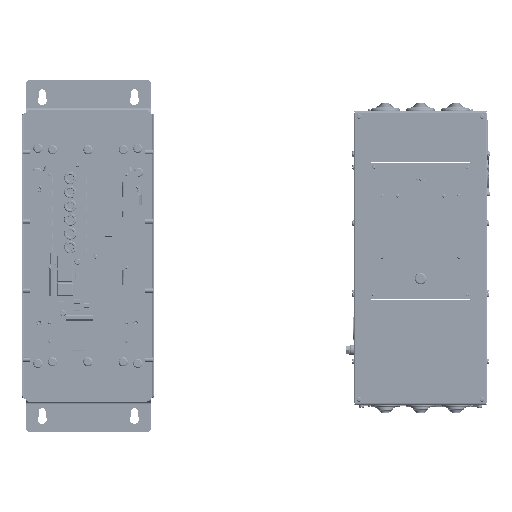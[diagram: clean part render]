
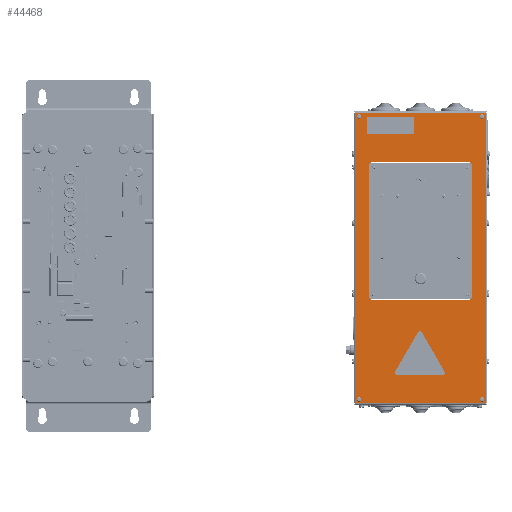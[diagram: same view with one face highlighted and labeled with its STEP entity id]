
A CAD part, top view. The second image highlights one B-rep face of the part: STEP entity #44468.
In plain terms, the highlighted planar face has unit normal (0, -0.003, 1).
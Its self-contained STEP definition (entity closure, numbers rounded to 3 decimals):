
#44468=ADVANCED_FACE('',(#70760,#70762,#70764,#70766,#70768,#70770),#70772,.T.);
#70760=FACE_BOUND('',#70761,.T.);
#70761=EDGE_LOOP('',(#121834,#121835,#121836,#121837));
#70762=FACE_BOUND('',#70763,.T.);
#70763=EDGE_LOOP('',(#121838,#121839,#121840,#121841,#121842,#121843,#121844,#121845));
#70764=FACE_BOUND('',#70765,.T.);
#70765=EDGE_LOOP('',(#121846));
#70766=FACE_BOUND('',#70767,.T.);
#70767=EDGE_LOOP('',(#121847));
#70768=FACE_BOUND('',#70769,.T.);
#70769=EDGE_LOOP('',(#121848));
#70770=FACE_BOUND('',#70771,.T.);
#70771=EDGE_LOOP('',(#121849));
#70772=PLANE('',#70773);
#70773=AXIS2_PLACEMENT_3D('',#70774,#70775,#70776);
#70774=CARTESIAN_POINT('',(141.503,240.275,278.235));
#70775=DIRECTION('',(0.,-0.003,1.));
#70776=DIRECTION('',(1.,0.,0.));
#121834=ORIENTED_EDGE('',*,*,#148220,.T.);
#121835=ORIENTED_EDGE('',*,*,#148221,.T.);
#121836=ORIENTED_EDGE('',*,*,#148222,.T.);
#121837=ORIENTED_EDGE('',*,*,#148223,.T.);
#121838=ORIENTED_EDGE('',*,*,#148164,.T.);
#121839=ORIENTED_EDGE('',*,*,#148179,.T.);
#121840=ORIENTED_EDGE('',*,*,#148177,.T.);
#121841=ORIENTED_EDGE('',*,*,#148175,.T.);
#121842=ORIENTED_EDGE('',*,*,#148173,.T.);
#121843=ORIENTED_EDGE('',*,*,#148171,.T.);
#121844=ORIENTED_EDGE('',*,*,#148169,.T.);
#121845=ORIENTED_EDGE('',*,*,#148167,.T.);
#121846=ORIENTED_EDGE('',*,*,#148163,.T.);
#121847=ORIENTED_EDGE('',*,*,#148162,.T.);
#121848=ORIENTED_EDGE('',*,*,#148161,.T.);
#121849=ORIENTED_EDGE('',*,*,#148160,.T.);
#148160=EDGE_CURVE('',#181751,#181751,#181752,.F.);
#148161=EDGE_CURVE('',#181753,#181753,#181754,.F.);
#148162=EDGE_CURVE('',#181755,#181755,#181756,.F.);
#148163=EDGE_CURVE('',#181757,#181757,#181758,.F.);
#148164=EDGE_CURVE('',#181759,#181760,#181761,.F.);
#148167=EDGE_CURVE('',#181764,#181759,#181765,.F.);
#148169=EDGE_CURVE('',#181767,#181764,#181768,.F.);
#148171=EDGE_CURVE('',#181770,#181767,#181771,.F.);
#148173=EDGE_CURVE('',#181773,#181770,#181774,.F.);
#148175=EDGE_CURVE('',#181776,#181773,#181777,.F.);
#148177=EDGE_CURVE('',#181779,#181776,#181780,.F.);
#148179=EDGE_CURVE('',#181760,#181779,#181782,.F.);
#148220=EDGE_CURVE('',#181792,#181798,#181851,.T.);
#148221=EDGE_CURVE('',#181798,#181828,#181852,.T.);
#148222=EDGE_CURVE('',#181828,#181814,#181853,.T.);
#148223=EDGE_CURVE('',#181814,#181792,#181854,.T.);
#181751=VERTEX_POINT('',#232286);
#181752=CIRCLE('',#232287,2.5);
#181753=VERTEX_POINT('',#232291);
#181754=CIRCLE('',#232292,2.5);
#181755=VERTEX_POINT('',#232296);
#181756=CIRCLE('',#232297,2.5);
#181757=VERTEX_POINT('',#232301);
#181758=CIRCLE('',#232302,2.5);
#181759=VERTEX_POINT('',#232306);
#181760=VERTEX_POINT('',#232307);
#181761=CIRCLE('',#232308,5.);
#181764=VERTEX_POINT('',#232318);
#181765=LINE('',#232319,#232320);
#181767=VERTEX_POINT('',#232325);
#181768=CIRCLE('',#232326,5.);
#181770=VERTEX_POINT('',#232333);
#181771=LINE('',#232334,#232335);
#181773=VERTEX_POINT('',#232340);
#181774=CIRCLE('',#232341,5.);
#181776=VERTEX_POINT('',#232348);
#181777=LINE('',#232349,#232350);
#181779=VERTEX_POINT('',#232355);
#181780=CIRCLE('',#232356,5.);
#181782=LINE('',#232363,#232364);
#181792=VERTEX_POINT('',#232385);
#181798=VERTEX_POINT('',#232398);
#181814=VERTEX_POINT('',#232436);
#181828=VERTEX_POINT('',#232467);
#181851=LINE('',#232522,#232523);
#181852=LINE('',#232525,#232526);
#181853=LINE('',#232528,#232529);
#181854=LINE('',#232531,#232532);
#232286=CARTESIAN_POINT('',(306.003,233.275,278.214));
#232287=AXIS2_PLACEMENT_3D('',#232288,#232289,#232290);
#232288=CARTESIAN_POINT('',(308.503,233.275,278.214));
#232289=DIRECTION('',(0.,-0.003,1.));
#232290=DIRECTION('',(1.,0.,0.));
#232291=CARTESIAN_POINT('',(146.003,233.275,278.214));
#232292=AXIS2_PLACEMENT_3D('',#232293,#232294,#232295);
#232293=CARTESIAN_POINT('',(148.503,233.275,278.214));
#232294=DIRECTION('',(0.,-0.003,1.));
#232295=DIRECTION('',(1.,0.,0.));
#232296=CARTESIAN_POINT('',(311.003,-134.724,277.1));
#232297=AXIS2_PLACEMENT_3D('',#232298,#232299,#232300);
#232298=CARTESIAN_POINT('',(308.503,-134.724,277.1));
#232299=DIRECTION('',(0.,-0.003,1.));
#232300=DIRECTION('',(1.,0.,0.));
#232301=CARTESIAN_POINT('',(151.003,-134.724,277.1));
#232302=AXIS2_PLACEMENT_3D('',#232303,#232304,#232305);
#232303=CARTESIAN_POINT('',(148.503,-134.724,277.1));
#232304=DIRECTION('',(0.,-0.003,1.));
#232305=DIRECTION('',(1.,0.,0.));
#232306=CARTESIAN_POINT('',(296.003,-0.224,277.507));
#232307=CARTESIAN_POINT('',(291.003,-5.224,277.492));
#232308=AXIS2_PLACEMENT_3D('',#232309,#232310,#232311);
#232309=CARTESIAN_POINT('',(291.003,-0.224,277.507));
#232310=DIRECTION('',(0.,-0.003,1.));
#232311=DIRECTION('',(0.,-1.,-0.003));
#232318=CARTESIAN_POINT('',(296.003,168.775,278.019));
#232319=CARTESIAN_POINT('',(296.003,-0.224,277.507));
#232320=VECTOR('',#232321,1.);
#232321=DIRECTION('',(0.,1.,0.003));
#232325=CARTESIAN_POINT('',(291.003,173.775,278.034));
#232326=AXIS2_PLACEMENT_3D('',#232327,#232328,#232329);
#232327=CARTESIAN_POINT('',(291.003,168.775,278.019));
#232328=DIRECTION('',(0.,-0.003,1.));
#232329=DIRECTION('',(1.,0.,0.));
#232333=CARTESIAN_POINT('',(166.003,173.775,278.034));
#232334=CARTESIAN_POINT('',(291.003,173.775,278.034));
#232335=VECTOR('',#232336,1.);
#232336=DIRECTION('',(-1.,0.,0.));
#232340=CARTESIAN_POINT('',(161.003,168.775,278.019));
#232341=AXIS2_PLACEMENT_3D('',#232342,#232343,#232344);
#232342=CARTESIAN_POINT('',(166.003,168.775,278.019));
#232343=DIRECTION('',(0.,-0.003,1.));
#232344=DIRECTION('',(0.,1.,0.003));
#232348=CARTESIAN_POINT('',(161.003,-0.224,277.507));
#232349=CARTESIAN_POINT('',(161.003,168.775,278.019));
#232350=VECTOR('',#232351,1.);
#232351=DIRECTION('',(0.,-1.,-0.003));
#232355=CARTESIAN_POINT('',(166.003,-5.224,277.492));
#232356=AXIS2_PLACEMENT_3D('',#232357,#232358,#232359);
#232357=CARTESIAN_POINT('',(166.003,-0.224,277.507));
#232358=DIRECTION('',(0.,-0.003,1.));
#232359=DIRECTION('',(-1.,0.,0.));
#232363=CARTESIAN_POINT('',(166.003,-5.224,277.492));
#232364=VECTOR('',#232365,1.);
#232365=DIRECTION('',(1.,0.,0.));
#232385=CARTESIAN_POINT('',(313.203,-139.424,277.086));
#232398=CARTESIAN_POINT('',(313.203,237.975,278.228));
#232436=CARTESIAN_POINT('',(143.803,-139.424,277.086));
#232467=CARTESIAN_POINT('',(143.803,237.975,278.228));
#232522=CARTESIAN_POINT('',(313.203,-139.424,277.086));
#232523=VECTOR('',#232524,1.);
#232524=DIRECTION('',(0.,1.,0.003));
#232525=CARTESIAN_POINT('',(313.203,237.975,278.228));
#232526=VECTOR('',#232527,1.);
#232527=DIRECTION('',(-1.,0.,0.));
#232528=CARTESIAN_POINT('',(143.803,237.975,278.228));
#232529=VECTOR('',#232530,1.);
#232530=DIRECTION('',(0.,-1.,-0.003));
#232531=CARTESIAN_POINT('',(143.803,-139.424,277.086));
#232532=VECTOR('',#232533,1.);
#232533=DIRECTION('',(1.,0.,0.));
